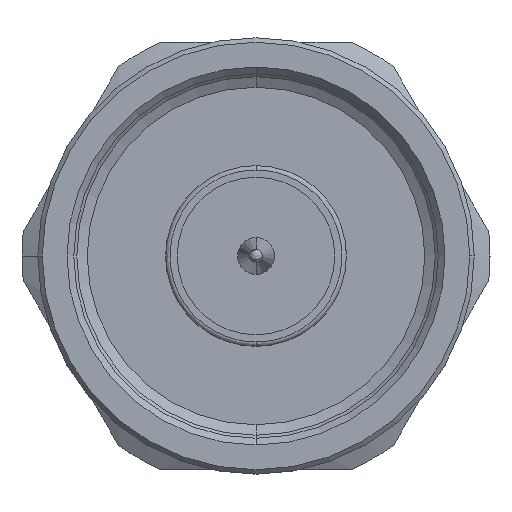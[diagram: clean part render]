
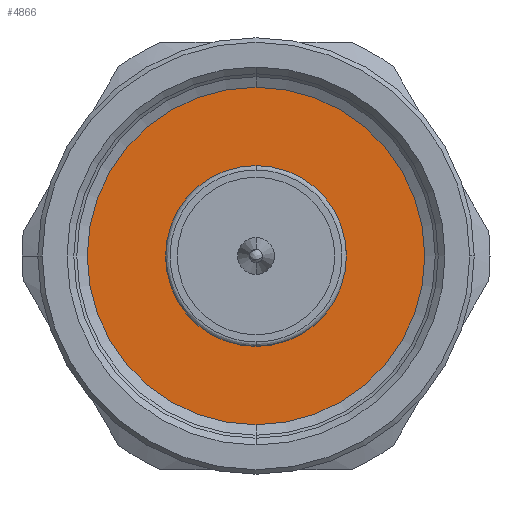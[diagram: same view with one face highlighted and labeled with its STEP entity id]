
A CAD part, left-side view. The second image highlights one B-rep face of the part: STEP entity #4866.
In plain terms, the highlighted planar face has unit normal (-1, 0, 0).
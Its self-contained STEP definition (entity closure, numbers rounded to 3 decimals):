
#25 = CIRCLE ( 'NONE', #1580, 8.5 ) ;
#678 = DIRECTION ( 'NONE',  ( 1., 0., 0. ) ) ;
#855 = AXIS2_PLACEMENT_3D ( 'NONE', #4553, #1986, #4984 ) ;
#876 = CARTESIAN_POINT ( 'NONE',  ( 9.563, -8.5, 0. ) ) ;
#912 = DIRECTION ( 'NONE',  ( -1., 0., 0. ) ) ;
#1201 = VERTEX_POINT ( 'NONE', #4790 ) ;
#1211 = AXIS2_PLACEMENT_3D ( 'NONE', #4993, #2423, #5431 ) ;
#1213 = VERTEX_POINT ( 'NONE', #2221 ) ;
#1239 = ORIENTED_EDGE ( 'NONE', *, *, #2837, .T. ) ;
#1294 = CARTESIAN_POINT ( 'NONE',  ( 9.563, 0., 0. ) ) ;
#1445 = EDGE_CURVE ( 'NONE', #1213, #1201, #4213, .T. ) ;
#1505 = ORIENTED_EDGE ( 'NONE', *, *, #3770, .T. ) ;
#1535 = VERTEX_POINT ( 'NONE', #876 ) ;
#1580 = AXIS2_PLACEMENT_3D ( 'NONE', #1294, #4285, #1733 ) ;
#1733 = DIRECTION ( 'NONE',  ( 0., 1., 0. ) ) ;
#1966 = EDGE_LOOP ( 'NONE', ( #1239, #1505 ) ) ;
#1986 = DIRECTION ( 'NONE',  ( -1., 0., 0. ) ) ;
#2221 = CARTESIAN_POINT ( 'NONE',  ( 9.563, -4.02, 0. ) ) ;
#2423 = DIRECTION ( 'NONE',  ( 1., 0., 0. ) ) ;
#2647 = VERTEX_POINT ( 'NONE', #5413 ) ;
#2803 = AXIS2_PLACEMENT_3D ( 'NONE', #3458, #912, #3896 ) ;
#2837 = EDGE_CURVE ( 'NONE', #2647, #1535, #25, .T. ) ;
#2872 = CIRCLE ( 'NONE', #3180, 4.02 ) ;
#2946 = EDGE_LOOP ( 'NONE', ( #4161, #4605 ) ) ;
#3126 = EDGE_CURVE ( 'NONE', #1201, #1213, #2872, .T. ) ;
#3180 = AXIS2_PLACEMENT_3D ( 'NONE', #3223, #678, #3653 ) ;
#3223 = CARTESIAN_POINT ( 'NONE',  ( 9.563, 0., 0. ) ) ;
#3458 = CARTESIAN_POINT ( 'NONE',  ( 9.563, 0., 0. ) ) ;
#3563 = FACE_BOUND ( 'NONE', #2946, .T. ) ;
#3653 = DIRECTION ( 'NONE',  ( 0., 1., 0. ) ) ;
#3770 = EDGE_CURVE ( 'NONE', #1535, #2647, #4302, .T. ) ;
#3896 = DIRECTION ( 'NONE',  ( 0., 1., 0. ) ) ;
#4128 = PLANE ( 'NONE',  #855 ) ;
#4161 = ORIENTED_EDGE ( 'NONE', *, *, #3126, .T. ) ;
#4213 = CIRCLE ( 'NONE', #1211, 4.02 ) ;
#4285 = DIRECTION ( 'NONE',  ( -1., 0., 0. ) ) ;
#4302 = CIRCLE ( 'NONE', #2803, 8.5 ) ;
#4553 = CARTESIAN_POINT ( 'NONE',  ( 9.563, 8.5, 0. ) ) ;
#4605 = ORIENTED_EDGE ( 'NONE', *, *, #1445, .T. ) ;
#4709 = FACE_OUTER_BOUND ( 'NONE', #1966, .T. ) ;
#4790 = CARTESIAN_POINT ( 'NONE',  ( 9.563, 4.02, 0. ) ) ;
#4866 = ADVANCED_FACE ( 'NONE', ( #4709, #3563 ), #4128, .T. ) ;
#4984 = DIRECTION ( 'NONE',  ( 0., -1., 0. ) ) ;
#4993 = CARTESIAN_POINT ( 'NONE',  ( 9.563, 0., 0. ) ) ;
#5413 = CARTESIAN_POINT ( 'NONE',  ( 9.563, 8.5, 0. ) ) ;
#5431 = DIRECTION ( 'NONE',  ( 0., 1., 0. ) ) ;
